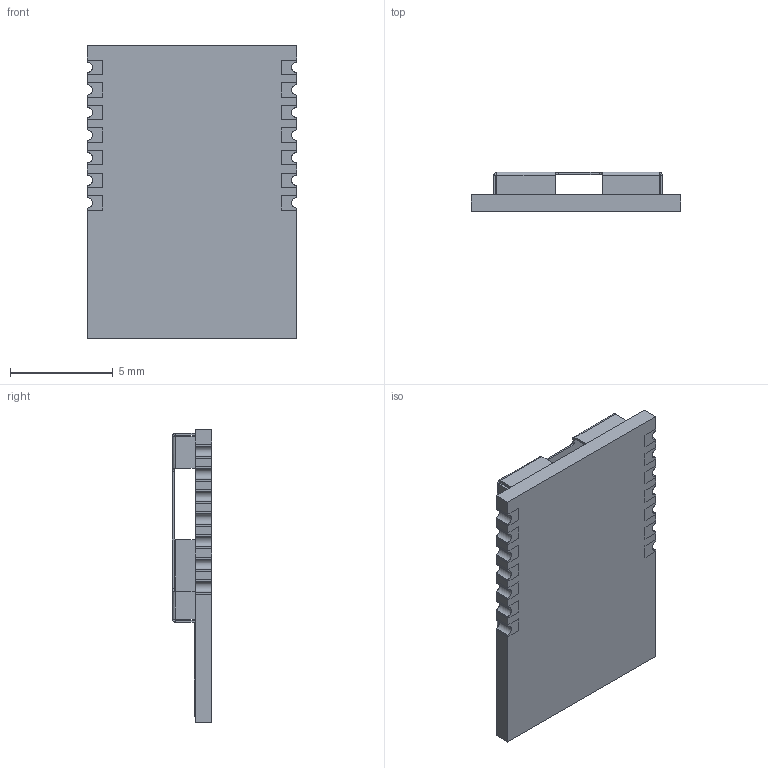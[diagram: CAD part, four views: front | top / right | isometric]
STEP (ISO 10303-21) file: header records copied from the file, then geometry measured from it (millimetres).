
FILE_DESCRIPTION (( 'STEP AP214' ), '1' );
FILE_NAME ('BC805M.STEP', '2023-05-28T14:43:41', ( '' ), ( '' ), 'SwSTEP 2.0', 'SolidWorks 2021', '' );
FILE_SCHEMA (( 'AUTOMOTIVE_DESIGN' ));
Length unit declared in the file: millimetre
Products named in the file (1): BC805M
Bounding box: 10.2 x 1.9 x 14.3 mm (x, y, z)
Volume: 125.2 mm3; surface area: 598.4 mm2
Topology: 17 solids, 17 shells, 290 faces, 724 edges, 468 vertices
Faces by surface type: plane 244, cylinder 38, bspline 8
Entity records: 8826 total; most frequent: CARTESIAN_POINT 1731, ORIENTED_EDGE 1448, DIRECTION 1334, EDGE_CURVE 724, VECTOR 648, LINE 648, VERTEX_POINT 468, AXIS2_PLACEMENT_3D 343
